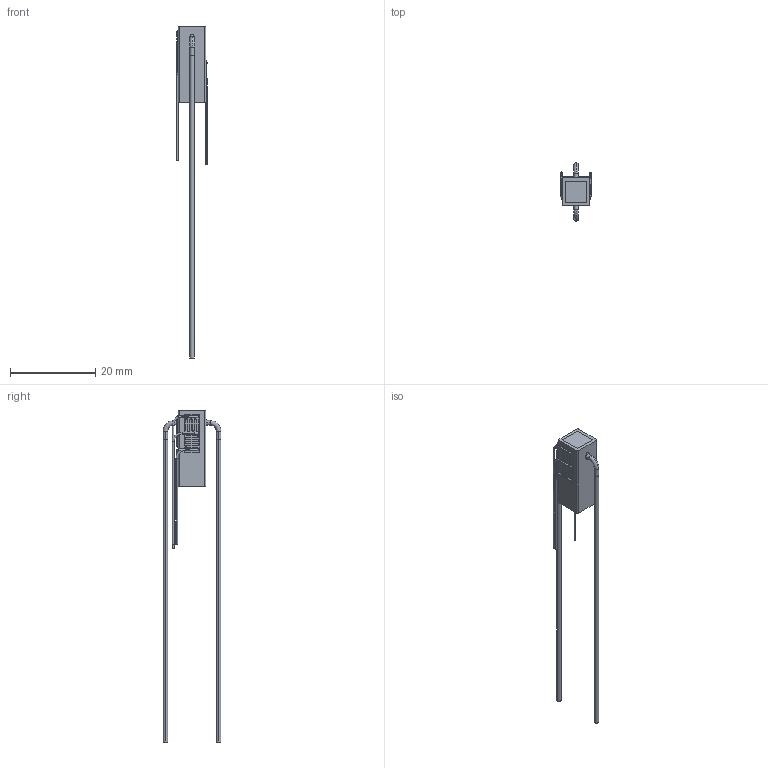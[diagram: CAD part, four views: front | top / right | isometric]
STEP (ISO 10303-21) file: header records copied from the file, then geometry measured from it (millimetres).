
FILE_DESCRIPTION (( 'STEP AP214' ), '1' );
FILE_NAME ('CTN017169-E0W.STEP', '2021-03-16T07:02:12', ( '' ), ( '' ), 'SwSTEP 2.0', 'SolidWorks 2018', '' );
FILE_SCHEMA (( 'AUTOMOTIVE_DESIGN' ));
Length unit declared in the file: millimetre
Products named in the file (1): CTN017169-E0W
Bounding box: 7.5 x 13.6 x 78.01 mm (x, y, z)
Volume: 928.2 mm3; surface area: 2117.4 mm2
Topology: 12 solids, 12 shells, 268 faces, 698 edges, 462 vertices
Faces by surface type: plane 132, cylinder 104, torus 20, bspline 12
Entity records: 8857 total; most frequent: CARTESIAN_POINT 1913, DIRECTION 1462, ORIENTED_EDGE 1396, EDGE_CURVE 698, AXIS2_PLACEMENT_3D 515, VERTEX_POINT 462, LINE 432, VECTOR 432
